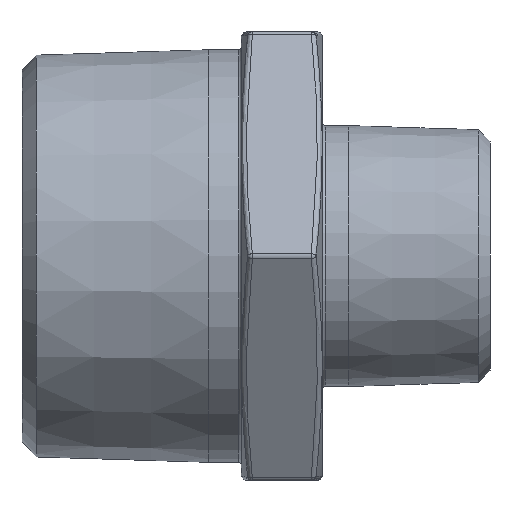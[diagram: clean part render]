
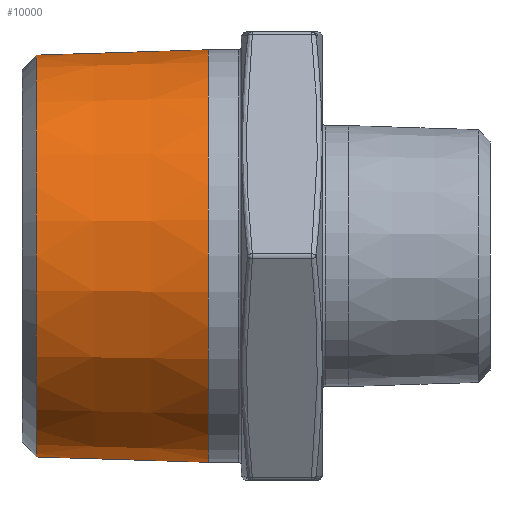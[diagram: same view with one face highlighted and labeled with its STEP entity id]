
A CAD part, front view. The second image highlights one B-rep face of the part: STEP entity #10000.
In plain terms, the highlighted conical face has half-angle 1.79 degrees and reference radius 20.955 mm.
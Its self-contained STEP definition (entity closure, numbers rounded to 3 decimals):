
#1000 = CARTESIAN_POINT ( 'NONE',  ( 19.1, 0., 0. ) ) ;
#1494 = ORIENTED_EDGE ( 'NONE', *, *, #8958, .T. ) ;
#1833 = CIRCLE ( 'NONE', #7581, 20.604 ) ;
#3258 = CIRCLE ( 'NONE', #3690, 21.155 ) ;
#3690 = AXIS2_PLACEMENT_3D ( 'NONE', #1000, #9133, #9202 ) ;
#4135 = DIRECTION ( 'NONE',  ( 0., 0., 1. ) ) ;
#4392 = DIRECTION ( 'NONE',  ( 0., 0., -1. ) ) ;
#4453 = CARTESIAN_POINT ( 'NONE',  ( 12.7, 0., 0. ) ) ;
#5321 = EDGE_CURVE ( 'NONE', #9012, #9012, #1833, .T. ) ;
#5518 = FACE_OUTER_BOUND ( 'NONE', #11013, .T. ) ;
#6029 = ORIENTED_EDGE ( 'NONE', *, *, #5321, .T. ) ;
#6377 = DIRECTION ( 'NONE',  ( 1., 0., 0. ) ) ;
#6761 = CONICAL_SURFACE ( 'NONE', #10790, 20.955, 0.031 ) ;
#6930 = CARTESIAN_POINT ( 'NONE',  ( 1.478, 0., 0. ) ) ;
#7210 = CARTESIAN_POINT ( 'NONE',  ( 19.1, 0., 21.155 ) ) ;
#7581 = AXIS2_PLACEMENT_3D ( 'NONE', #6930, #9126, #4135 ) ;
#7764 = EDGE_LOOP ( 'NONE', ( #6029 ) ) ;
#8400 = VERTEX_POINT ( 'NONE', #7210 ) ;
#8651 = FACE_BOUND ( 'NONE', #7764, .T. ) ;
#8958 = EDGE_CURVE ( 'NONE', #8400, #8400, #3258, .T. ) ;
#9012 = VERTEX_POINT ( 'NONE', #13057 ) ;
#9126 = DIRECTION ( 'NONE',  ( 1., 0., 0. ) ) ;
#9133 = DIRECTION ( 'NONE',  ( -1., 0., 0. ) ) ;
#9202 = DIRECTION ( 'NONE',  ( 0., 0., 1. ) ) ;
#10000 = ADVANCED_FACE ( 'NONE', ( #8651, #5518 ), #6761, .T. ) ;
#10790 = AXIS2_PLACEMENT_3D ( 'NONE', #4453, #6377, #4392 ) ;
#11013 = EDGE_LOOP ( 'NONE', ( #1494 ) ) ;
#13057 = CARTESIAN_POINT ( 'NONE',  ( 1.478, 0., 20.604 ) ) ;
